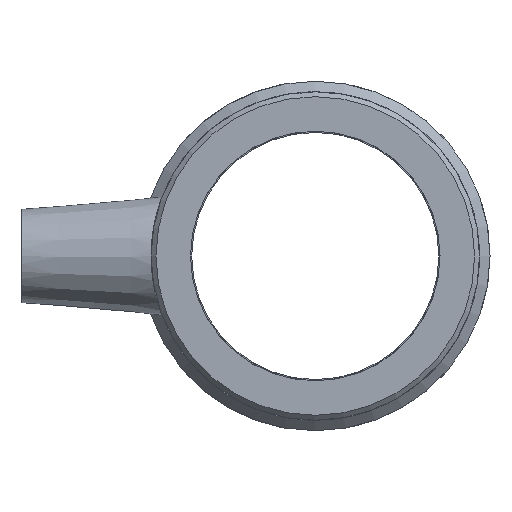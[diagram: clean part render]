
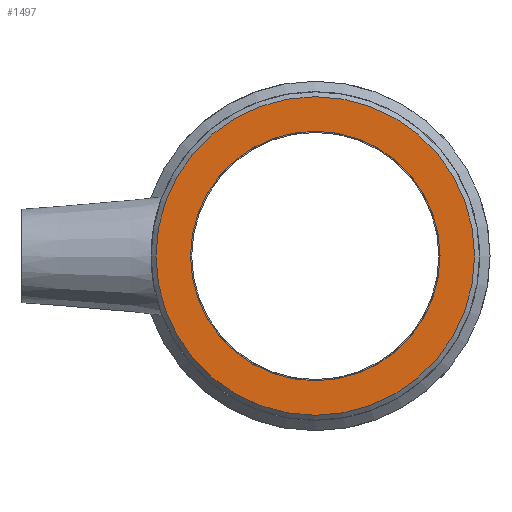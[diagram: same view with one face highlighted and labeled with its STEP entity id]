
A CAD part, left-side view. The second image highlights one B-rep face of the part: STEP entity #1497.
In plain terms, the highlighted planar face has unit normal (-1, 0, 0).
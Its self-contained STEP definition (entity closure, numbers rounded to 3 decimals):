
#65=FACE_BOUND('',#308,.T.);
#193=FACE_OUTER_BOUND('',#307,.T.);
#307=EDGE_LOOP('',(#1259));
#308=EDGE_LOOP('',(#1260));
#416=CIRCLE('',#1664,20.);
#419=CIRCLE('',#1668,25.53);
#754=VERTEX_POINT('',#2688);
#755=VERTEX_POINT('',#2693);
#946=EDGE_CURVE('',#754,#754,#416,.T.);
#949=EDGE_CURVE('',#755,#755,#419,.T.);
#1259=ORIENTED_EDGE('',*,*,#949,.F.);
#1260=ORIENTED_EDGE('',*,*,#946,.T.);
#1411=PLANE('',#1667);
#1497=ADVANCED_FACE('',(#193,#65),#1411,.T.);
#1664=AXIS2_PLACEMENT_3D('',#2689,#2089,#2090);
#1667=AXIS2_PLACEMENT_3D('',#2692,#2095,#2096);
#1668=AXIS2_PLACEMENT_3D('',#2694,#2097,#2098);
#2089=DIRECTION('center_axis',(1.,0.,0.));
#2090=DIRECTION('ref_axis',(0.,0.,-1.));
#2095=DIRECTION('center_axis',(-1.,0.,0.));
#2096=DIRECTION('ref_axis',(0.,0.,1.));
#2097=DIRECTION('center_axis',(1.,0.,0.));
#2098=DIRECTION('ref_axis',(0.,0.,-1.));
#2688=CARTESIAN_POINT('',(-45.,20.,0.));
#2689=CARTESIAN_POINT('Origin',(-45.,0.,0.));
#2692=CARTESIAN_POINT('Origin',(-45.,25.53,0.));
#2693=CARTESIAN_POINT('',(-45.,25.53,0.));
#2694=CARTESIAN_POINT('Origin',(-45.,0.,0.));
